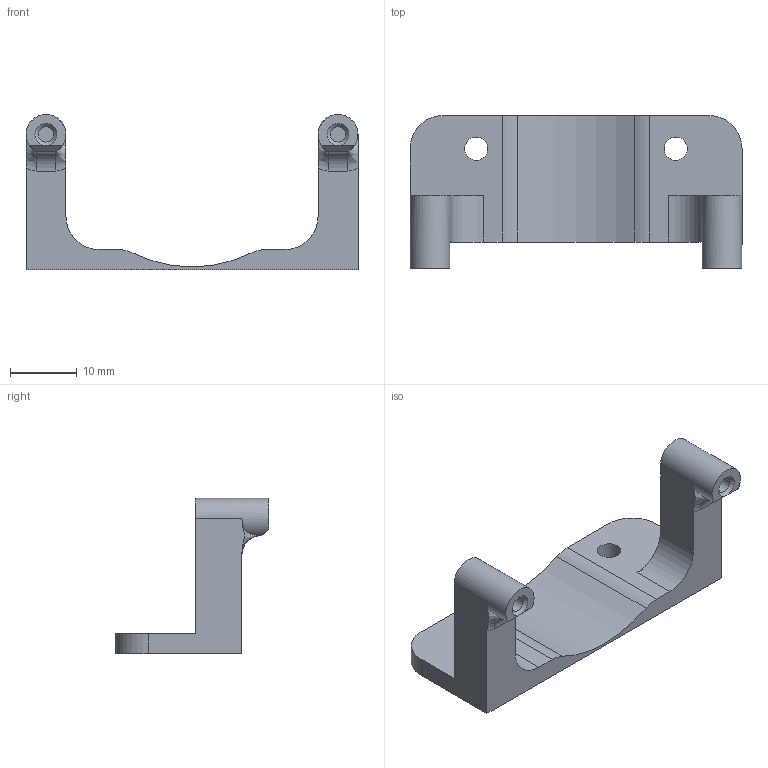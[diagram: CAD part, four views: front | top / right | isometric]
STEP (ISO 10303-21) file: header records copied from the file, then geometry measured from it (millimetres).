
FILE_DESCRIPTION(/* description */ (''),/* implementation_level */ '2;1');
FILE_NAME(/* name */ '02_07__XP__Fix_EBB36___V1.0.step',/* time_stamp */ '2025-04-03T11:36:23+02:00',/* author */ (''),/* organization */ (''),/* preprocessor_version */ 'ST-DEVELOPER v20.1',/* originating_system */ 'Autodesk Translation Framework v14.4.0.0',/* authorisation */ '');
FILE_SCHEMA (('AUTOMOTIVE_DESIGN { 1 0 10303 214 3 1 1 }'));
Length unit declared in the file: millimetre
Products named in the file (1): 02_07__XP__Fix_EBB36___V1.0
Bounding box: 49.85 x 23 x 23.3 mm (x, y, z)
Volume: 3967.3 mm3; surface area: 3520.1 mm2
Topology: 1 solids, 1 shells, 44 faces, 124 edges, 78 vertices
Faces by surface type: plane 23, cylinder 15, bspline 4, cone 2
Full cylindrical faces by diameter (mm): 2.3 x2, 3.5 x2
Entity records: 1568 total; most frequent: CARTESIAN_POINT 395, DIRECTION 242, ORIENTED_EDGE 240, EDGE_CURVE 120, AXIS2_PLACEMENT_3D 91, VERTEX_POINT 78, LINE 60, VECTOR 60
